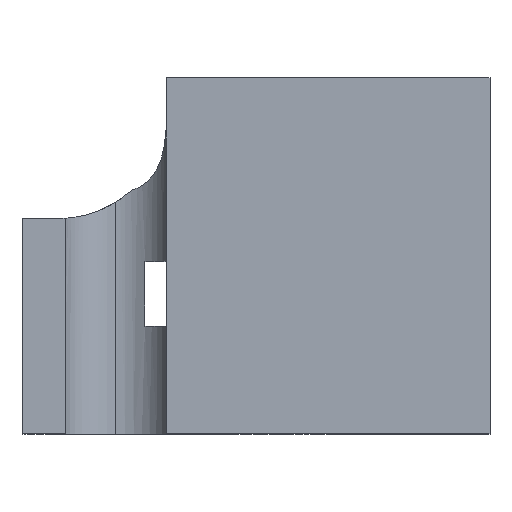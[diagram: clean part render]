
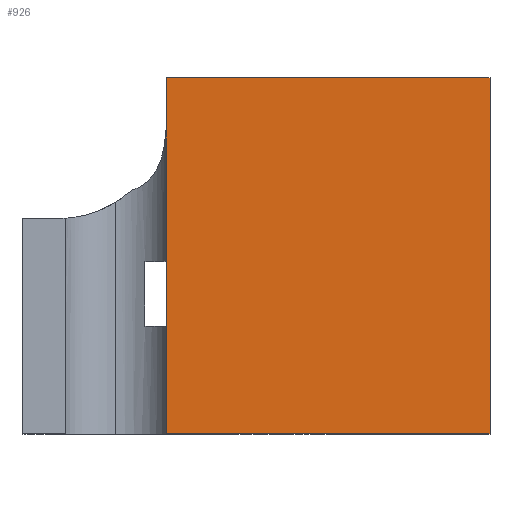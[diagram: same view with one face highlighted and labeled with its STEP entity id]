
A CAD part, top view. The second image highlights one B-rep face of the part: STEP entity #926.
In plain terms, the highlighted planar face has unit normal (0, 0, 1).
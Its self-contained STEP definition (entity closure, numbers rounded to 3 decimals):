
#37 = ORIENTED_EDGE ( 'NONE', *, *, #820, .F. ) ;
#83 = ORIENTED_EDGE ( 'NONE', *, *, #188, .F. ) ;
#99 = DIRECTION ( 'NONE',  ( 0., -1., 0. ) ) ;
#103 = CARTESIAN_POINT ( 'NONE',  ( 0., 0., 0. ) ) ;
#146 = FACE_OUTER_BOUND ( 'NONE', #741, .T. ) ;
#164 = EDGE_CURVE ( 'NONE', #971, #1011, #368, .T. ) ;
#178 = DIRECTION ( 'NONE',  ( 1., 0., 0. ) ) ;
#188 = EDGE_CURVE ( 'NONE', #632, #1011, #997, .T. ) ;
#213 = VECTOR ( 'NONE', #99, 1000. ) ;
#251 = CARTESIAN_POINT ( 'NONE',  ( 0., 15., 0. ) ) ;
#262 = CARTESIAN_POINT ( 'NONE',  ( 15., 16.5, 0. ) ) ;
#294 = PLANE ( 'NONE',  #748 ) ;
#368 = LINE ( 'NONE', #743, #454 ) ;
#370 = DIRECTION ( 'NONE',  ( 0., 0., -1. ) ) ;
#384 = CARTESIAN_POINT ( 'NONE',  ( 0., 15., 0. ) ) ;
#396 = CARTESIAN_POINT ( 'NONE',  ( 0., 16.5, 0. ) ) ;
#454 = VECTOR ( 'NONE', #178, 1000. ) ;
#496 = CARTESIAN_POINT ( 'NONE',  ( 0., 16.5, 0. ) ) ;
#578 = DIRECTION ( 'NONE',  ( 1., 0., 0. ) ) ;
#585 = VECTOR ( 'NONE', #813, 1000. ) ;
#590 = ORIENTED_EDGE ( 'NONE', *, *, #164, .T. ) ;
#594 = CARTESIAN_POINT ( 'NONE',  ( 15., 0., 0. ) ) ;
#597 = EDGE_CURVE ( 'NONE', #839, #971, #1170, .T. ) ;
#632 = VERTEX_POINT ( 'NONE', #262 ) ;
#741 = EDGE_LOOP ( 'NONE', ( #590, #83, #37, #1161 ) ) ;
#743 = CARTESIAN_POINT ( 'NONE',  ( 0., 0., 0. ) ) ;
#748 = AXIS2_PLACEMENT_3D ( 'NONE', #384, #370, #1032 ) ;
#813 = DIRECTION ( 'NONE',  ( 0., -1., 0. ) ) ;
#820 = EDGE_CURVE ( 'NONE', #839, #632, #833, .T. ) ;
#833 = LINE ( 'NONE', #496, #912 ) ;
#839 = VERTEX_POINT ( 'NONE', #396 ) ;
#912 = VECTOR ( 'NONE', #578, 1000. ) ;
#926 = ADVANCED_FACE ( 'NONE', ( #146 ), #294, .F. ) ;
#971 = VERTEX_POINT ( 'NONE', #103 ) ;
#997 = LINE ( 'NONE', #1106, #213 ) ;
#1011 = VERTEX_POINT ( 'NONE', #594 ) ;
#1032 = DIRECTION ( 'NONE',  ( -1., 0., 0. ) ) ;
#1106 = CARTESIAN_POINT ( 'NONE',  ( 15., 15., 0. ) ) ;
#1161 = ORIENTED_EDGE ( 'NONE', *, *, #597, .T. ) ;
#1170 = LINE ( 'NONE', #251, #585 ) ;
